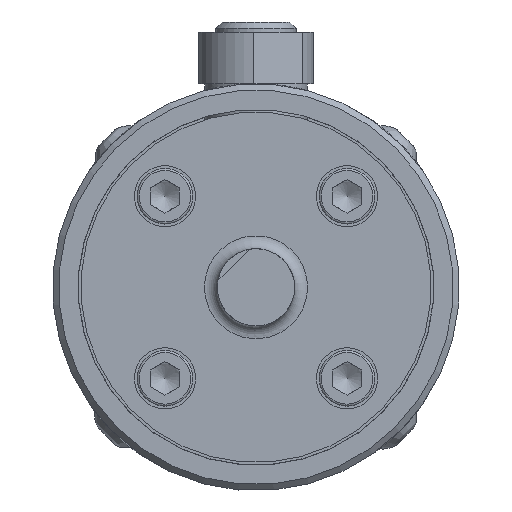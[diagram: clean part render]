
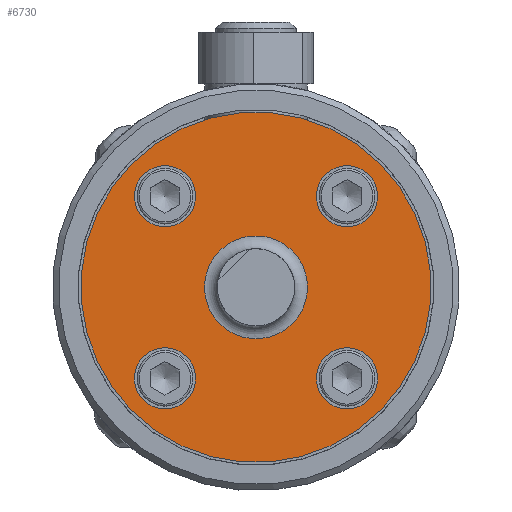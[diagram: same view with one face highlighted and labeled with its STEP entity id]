
A CAD part, front view. The second image highlights one B-rep face of the part: STEP entity #6730.
In plain terms, the highlighted planar face has unit normal (0, -1, 0).
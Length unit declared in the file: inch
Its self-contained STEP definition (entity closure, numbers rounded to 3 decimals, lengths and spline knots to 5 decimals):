
#2737=CARTESIAN_POINT('',(-7.16376,-6.24358,0.74936));
#2738=VERTEX_POINT('',#2737);
#2739=CARTESIAN_POINT('',(-7.7648,-6.24358,0.14832));
#2740=DIRECTION('',(0.,1.0,0.));
#2741=DIRECTION('',(-0.707,0.,-0.707));
#2742=AXIS2_PLACEMENT_3D('',#2739,#2740,#2741);
#2743=CIRCLE('',#2742,0.85);
#2744=EDGE_CURVE('',#2738,#2738,#2743,.T.);
#6464=CARTESIAN_POINT('',(-7.21786,-6.24358,-0.18862));
#6465=VERTEX_POINT('',#6464);
#6466=CARTESIAN_POINT('',(-7.32286,-6.24358,-0.29363));
#6467=DIRECTION('',(0.,1.0,0.));
#6468=DIRECTION('',(0.707,0.,0.707));
#6469=AXIS2_PLACEMENT_3D('',#6466,#6467,#6468);
#6470=CIRCLE('',#6469,0.1485);
#6471=EDGE_CURVE('',#6465,#6465,#6470,.T.);
#6504=CARTESIAN_POINT('',(-7.42787,-6.24358,0.69526));
#6505=VERTEX_POINT('',#6504);
#6506=CARTESIAN_POINT('',(-7.32286,-6.24358,0.59026));
#6507=DIRECTION('',(0.,1.,0.));
#6508=DIRECTION('',(-0.707,0.,0.707));
#6509=AXIS2_PLACEMENT_3D('',#6506,#6507,#6508);
#6510=CIRCLE('',#6509,0.1485);
#6511=EDGE_CURVE('',#6505,#6505,#6510,.T.);
#6552=CARTESIAN_POINT('',(-8.31175,-6.24358,0.48525));
#6553=VERTEX_POINT('',#6552);
#6554=CARTESIAN_POINT('',(-8.20674,-6.24358,0.59026));
#6555=DIRECTION('',(0.,1.,0.));
#6556=DIRECTION('',(-0.707,0.,-0.707));
#6557=AXIS2_PLACEMENT_3D('',#6554,#6555,#6556);
#6558=CIRCLE('',#6557,0.1485);
#6559=EDGE_CURVE('',#6553,#6553,#6558,.T.);
#6592=CARTESIAN_POINT('',(-8.10174,-6.24358,-0.39863));
#6593=VERTEX_POINT('',#6592);
#6594=CARTESIAN_POINT('',(-8.20674,-6.24358,-0.29363));
#6595=DIRECTION('',(0.,1.,0.));
#6596=DIRECTION('',(0.707,0.,-0.707));
#6597=AXIS2_PLACEMENT_3D('',#6594,#6595,#6596);
#6598=CIRCLE('',#6597,0.1485);
#6599=EDGE_CURVE('',#6593,#6593,#6598,.T.);
#6699=CARTESIAN_POINT('',(-7.7648,-6.24358,0.14832));
#6700=DIRECTION('',(0.,1.0,0.));
#6701=DIRECTION('',(-0.707,0.,-0.707));
#6702=AXIS2_PLACEMENT_3D('',#6699,#6700,#6701);
#6703=PLANE('',#6702);
#6704=ORIENTED_EDGE('',*,*,#2744,.F.);
#6705=EDGE_LOOP('',(#6704));
#6706=FACE_OUTER_BOUND('',#6705,.T.);
#6707=ORIENTED_EDGE('',*,*,#6471,.T.);
#6708=EDGE_LOOP('',(#6707));
#6709=FACE_BOUND('',#6708,.T.);
#6710=ORIENTED_EDGE('',*,*,#6511,.T.);
#6711=EDGE_LOOP('',(#6710));
#6712=FACE_BOUND('',#6711,.T.);
#6713=ORIENTED_EDGE('',*,*,#6559,.T.);
#6714=EDGE_LOOP('',(#6713));
#6715=FACE_BOUND('',#6714,.T.);
#6716=ORIENTED_EDGE('',*,*,#6599,.T.);
#6717=EDGE_LOOP('',(#6716));
#6718=FACE_BOUND('',#6717,.T.);
#6719=CARTESIAN_POINT('',(-7.58813,-6.24358,0.32499));
#6720=VERTEX_POINT('',#6719);
#6721=CARTESIAN_POINT('',(-7.7648,-6.24358,0.14832));
#6722=DIRECTION('',(0.,-1.0,0.));
#6723=DIRECTION('',(-0.707,0.,-0.707));
#6724=AXIS2_PLACEMENT_3D('',#6721,#6722,#6723);
#6725=CIRCLE('',#6724,0.24985);
#6726=EDGE_CURVE('',#6720,#6720,#6725,.T.);
#6727=ORIENTED_EDGE('',*,*,#6726,.F.);
#6728=EDGE_LOOP('',(#6727));
#6729=FACE_BOUND('',#6728,.T.);
#6730=ADVANCED_FACE('',(#6706,#6709,#6712,#6715,#6718,#6729),#6703,.F.);
